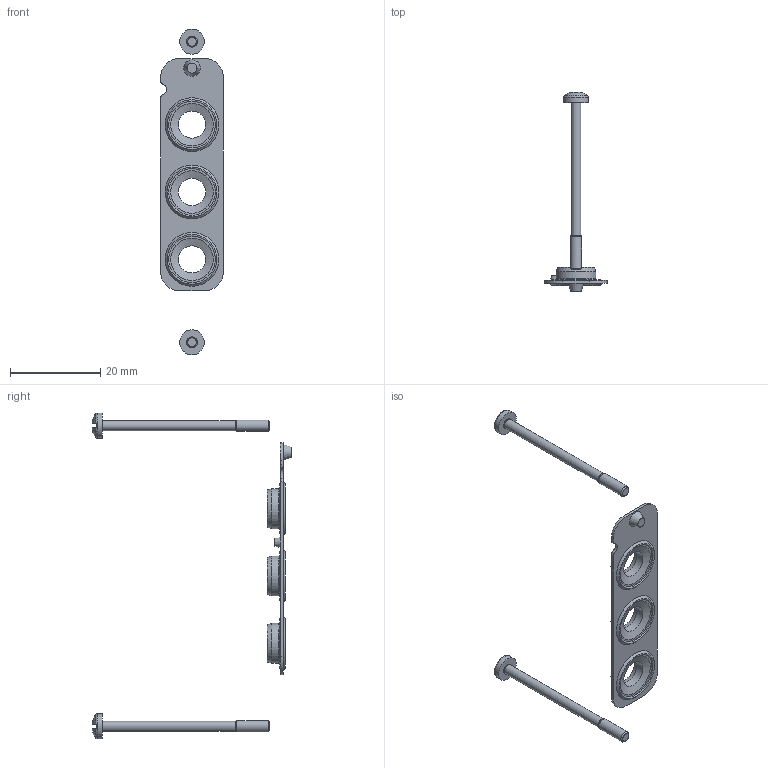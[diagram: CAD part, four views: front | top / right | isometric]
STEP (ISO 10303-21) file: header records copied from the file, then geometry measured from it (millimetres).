
FILE_DESCRIPTION(/* description */ ('STEP AP214'),/* implementation_level */ '2;1');
FILE_NAME(/* name */ '8043720_VABD-L1-14XK-S-G18-S',/* time_stamp */ '2024-09-10T10:23:51+02:00',/* author */ ('License CC BY-ND 4.0'),/* organization */ ('CADENAS'),/* preprocessor_version */ 'ST-DEVELOPER v19.3',/* originating_system */ 'PARTsolutions',/* authorisation */ ' ');
FILE_SCHEMA (('AUTOMOTIVE_DESIGN {1 0 10303 214 3 1 1}'));
Length unit declared in the file: millimetre
Products named in the file (3): 8043720 VABD-L1-14XK-S-G18-S; 3922936 VABD-L1-14XK-S-G18-S---(DR); 8157008 M2.5x37-10.9
Assembly tree (3 placements, depth 2):
  8043720 VABD-L1-14XK-S-G18-S
    3922936 VABD-L1-14XK-S-G18-S---(DR)
    8157008 M2.5x37-10.9  x2
Bounding box: 13.8 x 44.07 x 72 mm (x, y, z)
Volume: 1028 mm3; surface area: 2422.7 mm2
Topology: 3 solids, 3 shells, 109 faces, 236 edges, 146 vertices
Faces by surface type: plane 52, cylinder 22, cone 21, torus 14
Full cylindrical faces by diameter (mm): 2.2 x2, 2.5 x2, 5.5 x2, 6 x3, 8.8 x3, 10.3 x3
Entity records: 2077 total; most frequent: CARTESIAN_POINT 365, DIRECTION 362, ORIENTED_EDGE 260, AXIS2_PLACEMENT_3D 159, EDGE_LOOP 140, FACE_BOUND 140, EDGE_CURVE 130, VERTEX_POINT 102
